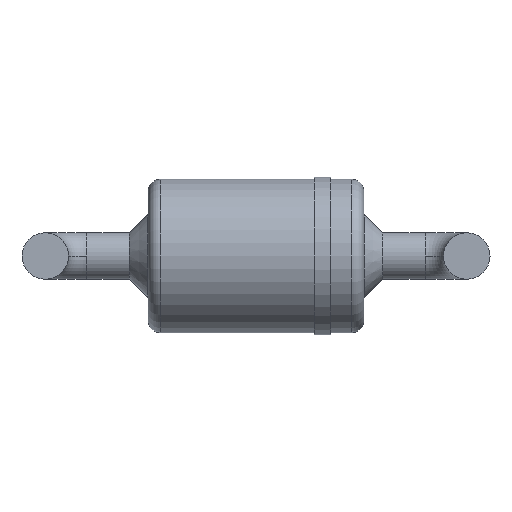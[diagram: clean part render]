
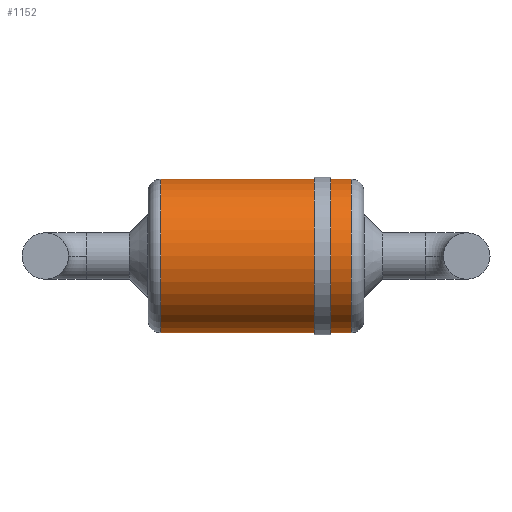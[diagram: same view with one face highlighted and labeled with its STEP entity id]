
A CAD part, left-side view. The second image highlights one B-rep face of the part: STEP entity #1152.
In plain terms, the highlighted cylindrical face has radius 0.925 mm (diameter 1.85 mm), a partial arc.
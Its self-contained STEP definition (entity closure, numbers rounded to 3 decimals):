
#21 = CARTESIAN_POINT ( 'NONE',  ( 0., 2.6, -0.925 ) ) ;
#35 = ORIENTED_EDGE ( 'NONE', *, *, #164, .T. ) ;
#38 = CARTESIAN_POINT ( 'NONE',  ( 0., 2.45, 0. ) ) ;
#72 = VERTEX_POINT ( 'NONE', #915 ) ;
#103 = FACE_OUTER_BOUND ( 'NONE', #754, .T. ) ;
#117 = VERTEX_POINT ( 'NONE', #599 ) ;
#164 = EDGE_CURVE ( 'NONE', #893, #447, #925, .T. ) ;
#248 = DIRECTION ( 'NONE',  ( 0., 0., 1. ) ) ;
#288 = CYLINDRICAL_SURFACE ( 'NONE', #645, 0.925 ) ;
#356 = EDGE_CURVE ( 'NONE', #72, #117, #968, .T. ) ;
#437 = DIRECTION ( 'NONE',  ( 0., -1., 0. ) ) ;
#444 = VECTOR ( 'NONE', #1217, 1000. ) ;
#447 = VERTEX_POINT ( 'NONE', #602 ) ;
#456 = DIRECTION ( 'NONE',  ( 0., 1., 0. ) ) ;
#505 = CARTESIAN_POINT ( 'NONE',  ( 0., 2.6, 0. ) ) ;
#567 = CARTESIAN_POINT ( 'NONE',  ( 0., 2.6, 0.925 ) ) ;
#599 = CARTESIAN_POINT ( 'NONE',  ( 0., 0.15, 0.925 ) ) ;
#602 = CARTESIAN_POINT ( 'NONE',  ( 0., 0.15, -0.925 ) ) ;
#621 = AXIS2_PLACEMENT_3D ( 'NONE', #1262, #456, #248 ) ;
#645 = AXIS2_PLACEMENT_3D ( 'NONE', #505, #712, #989 ) ;
#650 = ORIENTED_EDGE ( 'NONE', *, *, #709, .T. ) ;
#709 = EDGE_CURVE ( 'NONE', #447, #117, #938, .T. ) ;
#712 = DIRECTION ( 'NONE',  ( 0., -1., 0. ) ) ;
#754 = EDGE_LOOP ( 'NONE', ( #1062, #1053, #35, #650 ) ) ;
#846 = CARTESIAN_POINT ( 'NONE',  ( 0., 2.45, -0.925 ) ) ;
#893 = VERTEX_POINT ( 'NONE', #846 ) ;
#899 = CIRCLE ( 'NONE', #1226, 0.925 ) ;
#915 = CARTESIAN_POINT ( 'NONE',  ( 0., 2.45, 0.925 ) ) ;
#925 = LINE ( 'NONE', #21, #444 ) ;
#938 = CIRCLE ( 'NONE', #621, 0.925 ) ;
#948 = EDGE_CURVE ( 'NONE', #72, #893, #899, .T. ) ;
#968 = LINE ( 'NONE', #567, #1294 ) ;
#986 = DIRECTION ( 'NONE',  ( 0., -1., 0. ) ) ;
#989 = DIRECTION ( 'NONE',  ( 0., 0., -1. ) ) ;
#1053 = ORIENTED_EDGE ( 'NONE', *, *, #948, .T. ) ;
#1062 = ORIENTED_EDGE ( 'NONE', *, *, #356, .F. ) ;
#1133 = DIRECTION ( 'NONE',  ( 0., 0., 1. ) ) ;
#1152 = ADVANCED_FACE ( 'NONE', ( #103 ), #288, .T. ) ;
#1217 = DIRECTION ( 'NONE',  ( 0., -1., 0. ) ) ;
#1226 = AXIS2_PLACEMENT_3D ( 'NONE', #38, #437, #1133 ) ;
#1262 = CARTESIAN_POINT ( 'NONE',  ( 0., 0.15, 0. ) ) ;
#1294 = VECTOR ( 'NONE', #986, 1000. ) ;
